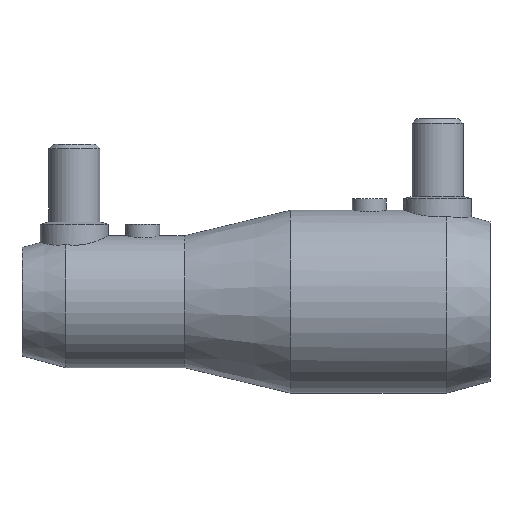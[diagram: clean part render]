
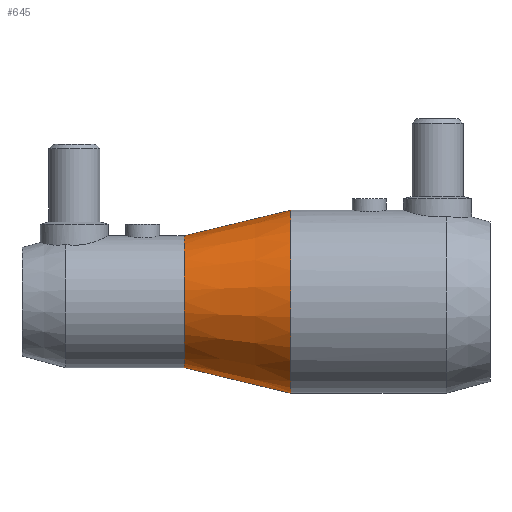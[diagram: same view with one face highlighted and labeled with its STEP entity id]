
A CAD part, top view. The second image highlights one B-rep face of the part: STEP entity #645.
In plain terms, the highlighted conical face has half-angle 13.496 degrees and reference radius 18.5 mm.
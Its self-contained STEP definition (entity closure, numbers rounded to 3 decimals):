
#387 = EDGE_CURVE( '', #589, #471, #1003, .T. );
#435 = EDGE_CURVE( '', #675, #471, #1058, .T. );
#465 = EDGE_CURVE( '', #865, #589, #1093, .T. );
#471 = VERTEX_POINT( '', #1100 );
#589 = VERTEX_POINT( '', #1234 );
#645 = ADVANCED_FACE( '', ( #1296 ), #1297, .T. );
#675 = VERTEX_POINT( '', #1330 );
#697 = EDGE_CURVE( '', #675, #865, #1355, .T. );
#865 = VERTEX_POINT( '', #1550 );
#1003 = LINE( '', #1789, #1790 );
#1058 = CIRCLE( '', #1862, 15.5 );
#1093 = CIRCLE( '', #1910, 21.5 );
#1100 = CARTESIAN_POINT( '', ( -27.887, 15.5, 0. ) );
#1234 = CARTESIAN_POINT( '', ( -2.887, 21.5, 0. ) );
#1296 = FACE_OUTER_BOUND( '', #2262, .T. );
#1297 = CONICAL_SURFACE( '', #2263, 18.5, 0.236 );
#1330 = CARTESIAN_POINT( '', ( -27.887, -15.5, 0. ) );
#1355 = LINE( '', #2433, #2434 );
#1550 = CARTESIAN_POINT( '', ( -2.887, -21.5, 0. ) );
#1789 = CARTESIAN_POINT( '', ( -15.387, 18.5, 0. ) );
#1790 = VECTOR( '', #3001, 1. );
#1862 = AXIS2_PLACEMENT_3D( '', #3066, #3067, #3068 );
#1910 = AXIS2_PLACEMENT_3D( '', #3123, #3124, #3125 );
#2262 = EDGE_LOOP( '', ( #3362, #3363, #3364, #3365 ) );
#2263 = AXIS2_PLACEMENT_3D( '', #3366, #3367, #3368 );
#2433 = CARTESIAN_POINT( '', ( -15.387, -18.5, 0. ) );
#2434 = VECTOR( '', #3438, 1. );
#3001 = DIRECTION( '', ( -0.972, -0.233, 0. ) );
#3066 = CARTESIAN_POINT( '', ( -27.887, 0., 0. ) );
#3067 = DIRECTION( '', ( -1., 0., 0. ) );
#3068 = DIRECTION( '', ( 0., 1., 0. ) );
#3123 = CARTESIAN_POINT( '', ( -2.887, 0., 0. ) );
#3124 = DIRECTION( '', ( -1., 0., 0. ) );
#3125 = DIRECTION( '', ( 0., 1., 0. ) );
#3362 = ORIENTED_EDGE( '', *, *, #387, .T. );
#3363 = ORIENTED_EDGE( '', *, *, #435, .F. );
#3364 = ORIENTED_EDGE( '', *, *, #697, .T. );
#3365 = ORIENTED_EDGE( '', *, *, #465, .T. );
#3366 = CARTESIAN_POINT( '', ( -15.387, 0., 0. ) );
#3367 = DIRECTION( '', ( 1., 0., 0. ) );
#3368 = DIRECTION( '', ( 0., 1., 0. ) );
#3438 = DIRECTION( '', ( 0.972, -0.233, 0. ) );
